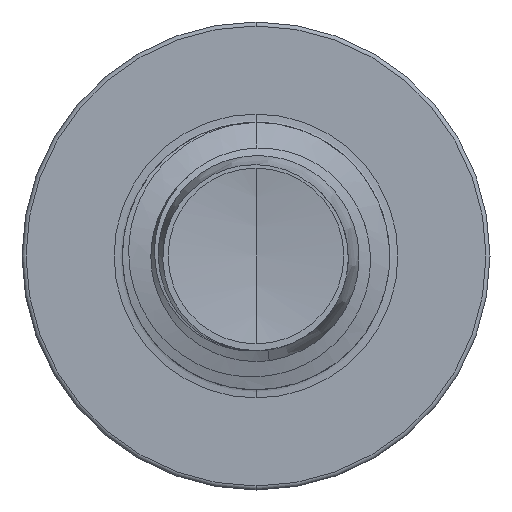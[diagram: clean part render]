
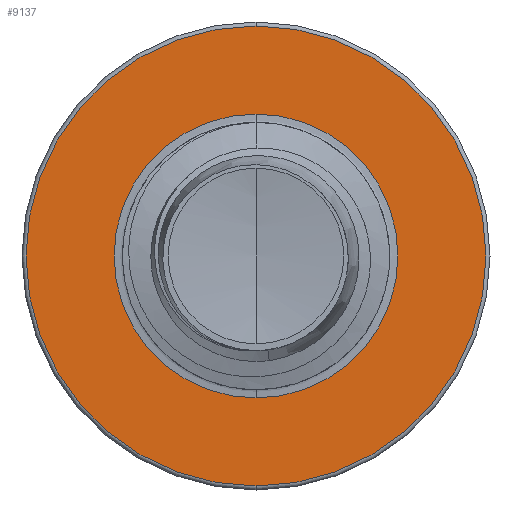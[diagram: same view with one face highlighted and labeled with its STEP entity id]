
A CAD part, front view. The second image highlights one B-rep face of the part: STEP entity #9137.
In plain terms, the highlighted planar face has unit normal (0, -1, 0).
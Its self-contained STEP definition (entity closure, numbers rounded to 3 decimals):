
#158 = CARTESIAN_POINT ( 'NONE',  ( 0., 7.5, 0. ) ) ;
#755 = CARTESIAN_POINT ( 'NONE',  ( 0., 7.5, 0. ) ) ;
#1349 = CARTESIAN_POINT ( 'NONE',  ( 0., 7.5, -3.186 ) ) ;
#1538 = DIRECTION ( 'NONE',  ( 0., 0., 1. ) ) ;
#2167 = DIRECTION ( 'NONE',  ( 0., 0., 1. ) ) ;
#2254 = CARTESIAN_POINT ( 'NONE',  ( 0., 7.5, 3.186 ) ) ;
#2312 = VERTEX_POINT ( 'NONE', #3778 ) ;
#3778 = CARTESIAN_POINT ( 'NONE',  ( 0., 7.5, -5.16 ) ) ;
#3939 = VERTEX_POINT ( 'NONE', #2254 ) ;
#5690 = DIRECTION ( 'NONE',  ( 0., 0., 1. ) ) ;
#6076 = VERTEX_POINT ( 'NONE', #13014 ) ;
#6621 = DIRECTION ( 'NONE',  ( 0., 1., 0. ) ) ;
#6632 = EDGE_CURVE ( 'NONE', #2312, #6076, #14613, .T. ) ;
#7030 = ORIENTED_EDGE ( 'NONE', *, *, #6632, .F. ) ;
#7210 = DIRECTION ( 'NONE',  ( 0., 1., 0. ) ) ;
#7417 = ORIENTED_EDGE ( 'NONE', *, *, #10785, .T. ) ;
#7971 = AXIS2_PLACEMENT_3D ( 'NONE', #1349, #14040, #5690 ) ;
#8218 = CIRCLE ( 'NONE', #17838, 5.16 ) ;
#9133 = EDGE_LOOP ( 'NONE', ( #9365, #7030 ) ) ;
#9137 = ADVANCED_FACE ( 'NONE', ( #13307, #16848 ), #11294, .F. ) ;
#9354 = EDGE_CURVE ( 'NONE', #12534, #3939, #12898, .T. ) ;
#9365 = ORIENTED_EDGE ( 'NONE', *, *, #16312, .F. ) ;
#10055 = DIRECTION ( 'NONE',  ( 0., 1., 0. ) ) ;
#10676 = DIRECTION ( 'NONE',  ( 0., 1., 0. ) ) ;
#10785 = EDGE_CURVE ( 'NONE', #3939, #12534, #15426, .T. ) ;
#10823 = AXIS2_PLACEMENT_3D ( 'NONE', #158, #10055, #1538 ) ;
#11064 = AXIS2_PLACEMENT_3D ( 'NONE', #15526, #7210, #16808 ) ;
#11294 = PLANE ( 'NONE',  #7971 ) ;
#12534 = VERTEX_POINT ( 'NONE', #15218 ) ;
#12898 = CIRCLE ( 'NONE', #10823, 3.186 ) ;
#13014 = CARTESIAN_POINT ( 'NONE',  ( 0., 7.5, 5.16 ) ) ;
#13307 = FACE_OUTER_BOUND ( 'NONE', #9133, .T. ) ;
#13551 = EDGE_LOOP ( 'NONE', ( #7417, #17880 ) ) ;
#14040 = DIRECTION ( 'NONE',  ( 0., 1., 0. ) ) ;
#14613 = CIRCLE ( 'NONE', #17574, 5.16 ) ;
#14960 = CARTESIAN_POINT ( 'NONE',  ( 0., 7.5, 0. ) ) ;
#15218 = CARTESIAN_POINT ( 'NONE',  ( 0., 7.5, -3.186 ) ) ;
#15426 = CIRCLE ( 'NONE', #11064, 3.186 ) ;
#15526 = CARTESIAN_POINT ( 'NONE',  ( 0., 7.5, 0. ) ) ;
#16263 = DIRECTION ( 'NONE',  ( 0., 0., 1. ) ) ;
#16312 = EDGE_CURVE ( 'NONE', #6076, #2312, #8218, .T. ) ;
#16808 = DIRECTION ( 'NONE',  ( 0., 0., 1. ) ) ;
#16848 = FACE_BOUND ( 'NONE', #13551, .T. ) ;
#17574 = AXIS2_PLACEMENT_3D ( 'NONE', #755, #10676, #2167 ) ;
#17838 = AXIS2_PLACEMENT_3D ( 'NONE', #14960, #6621, #16263 ) ;
#17880 = ORIENTED_EDGE ( 'NONE', *, *, #9354, .T. ) ;
